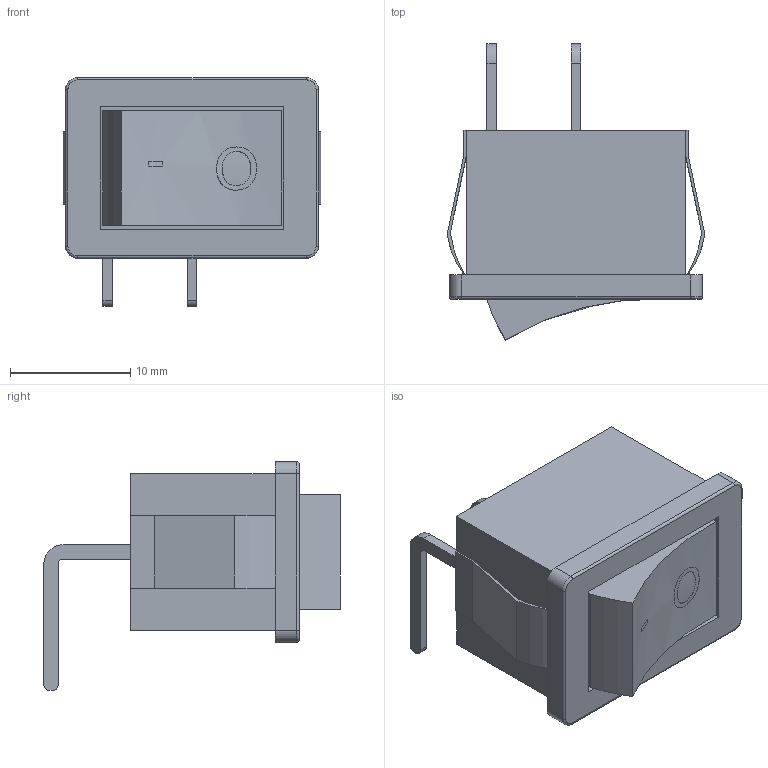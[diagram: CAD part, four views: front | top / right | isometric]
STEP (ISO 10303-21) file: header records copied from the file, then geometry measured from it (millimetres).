
FILE_DESCRIPTION (( 'STEP AP214' ), '1' );
FILE_NAME ('COMPOUND_2.STEP', '2023-05-31T05:28:05', ( '' ), ( '' ), 'SwSTEP 2.0', 'SolidWorks 2016', '' );
FILE_SCHEMA (( 'AUTOMOTIVE_DESIGN' ));
Length unit declared in the file: millimetre
Products named in the file (1): COMPOUND_2
Bounding box: 21.4 x 24.59 x 19 mm (x, y, z)
Volume: 3615.7 mm3; surface area: 2435.7 mm2
Topology: 2 solids, 2 shells, 145 faces, 377 edges, 248 vertices
Faces by surface type: plane 94, bspline 26, cylinder 25
Entity records: 9045 total; most frequent: CARTESIAN_POINT 3970, ORIENTED_EDGE 754, DIRECTION 617, EDGE_CURVE 377, LINE 281, VECTOR 281, VERTEX_POINT 248, AXIS2_PLACEMENT_3D 168
